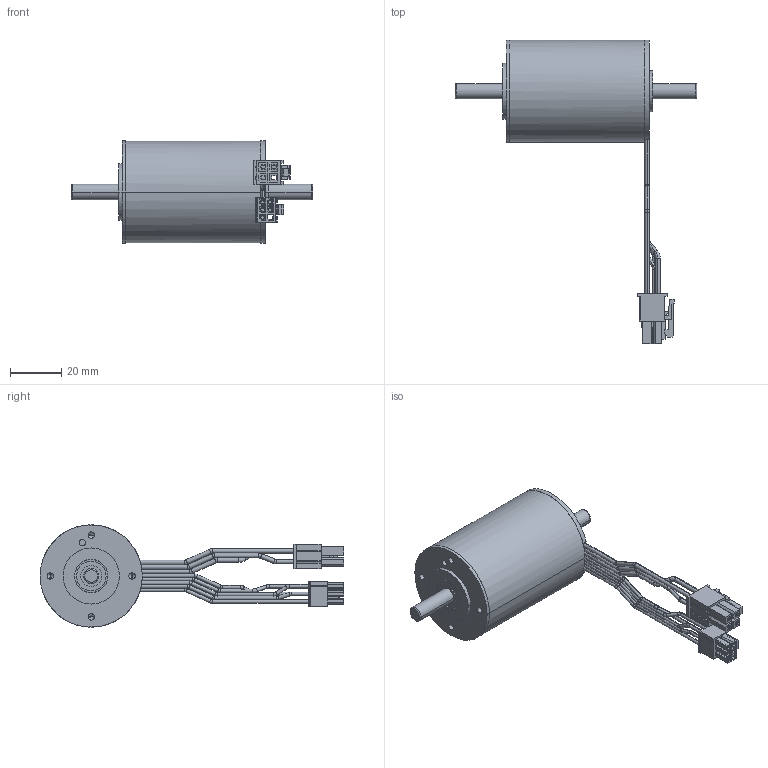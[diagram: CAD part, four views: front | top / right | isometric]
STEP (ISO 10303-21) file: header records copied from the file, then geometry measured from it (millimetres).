
FILE_DESCRIPTION((''),'2;1');
FILE_NAME('496660_EC-I40_100W','2016-10-10T',('mmagpetk'),(''),'CREO PARAMETRIC BY PTC INC, 2016050','CREO PARAMETRIC BY PTC INC, 2016050','');
FILE_SCHEMA(('CONFIG_CONTROL_DESIGN'));
Length unit declared in the file: millimetre
Products named in the file (1): 496660_EC-I40_100W
Bounding box: 94.5 x 118.9 x 40 mm (x, y, z)
Volume: 74521 mm3; surface area: 16604.2 mm2
Topology: 2 solids, 2 shells, 605 faces, 1621 edges, 1014 vertices
Faces by surface type: plane 363, cylinder 136, torus 76, cone 30
Entity records: 28636 total; most frequent: CARTESIAN_POINT 3906, ORIENTED_EDGE 3198, DIRECTION 3135, PRESENTATION_STYLE_ASSIGNMENT 2048, STYLED_ITEM 1601, CURVE_STYLE 1599, EDGE_CURVE 1599, VECTOR 1163
